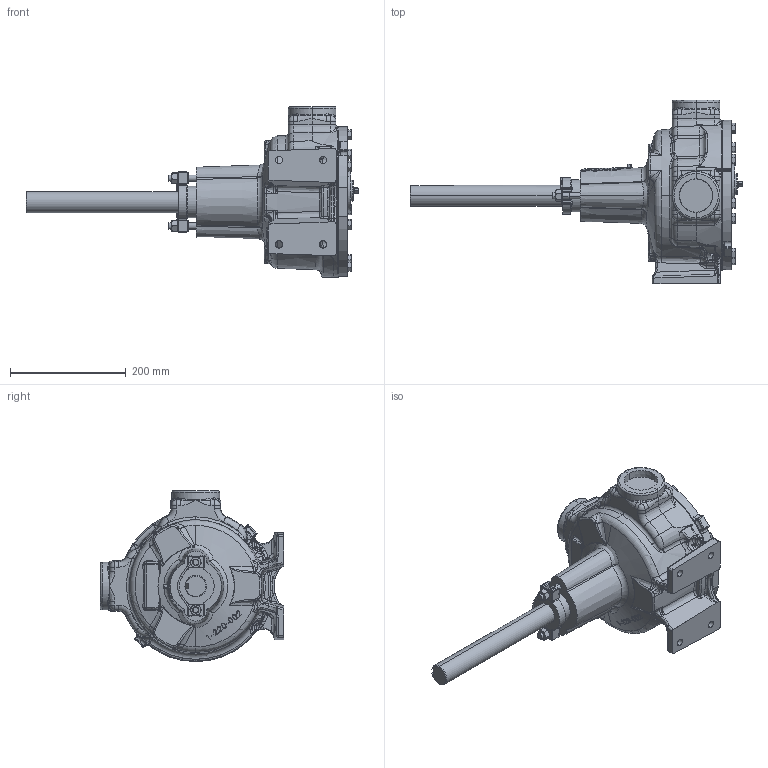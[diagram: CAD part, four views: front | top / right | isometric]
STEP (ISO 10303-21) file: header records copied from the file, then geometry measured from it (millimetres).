
FILE_DESCRIPTION (( 'STEP AP214' ), '1' );
FILE_NAME ('L32.STEP', '2025-03-13T13:08:46', ( '' ), ( '' ), 'SwSTEP 2.0', 'SolidWorks 2024', '' );
FILE_SCHEMA (( 'AUTOMOTIVE_DESIGN' ));
Length unit declared in the file: inch
Products named in the file (1): L32
Bounding box: 574.78 x 317.92 x 295.95 mm (x, y, z)
Volume: 8372821.1 mm3; surface area: 386431.2 mm2
Topology: 1 solids, 1 shells, 1408 faces, 3420 edges, 1993 vertices
Faces by surface type: bspline 436, plane 382, cone 205, cylinder 197, torus 133, sphere 55
Entity records: 62370 total; most frequent: CARTESIAN_POINT 33428, ORIENTED_EDGE 6708, DIRECTION 5189, EDGE_CURVE 3354, AXIS2_PLACEMENT_3D 2138, VERTEX_POINT 1993, EDGE_LOOP 1471, FACE_OUTER_BOUND 1408
